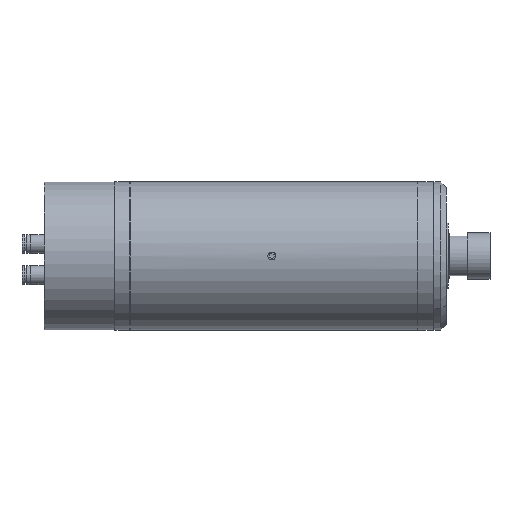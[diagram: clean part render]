
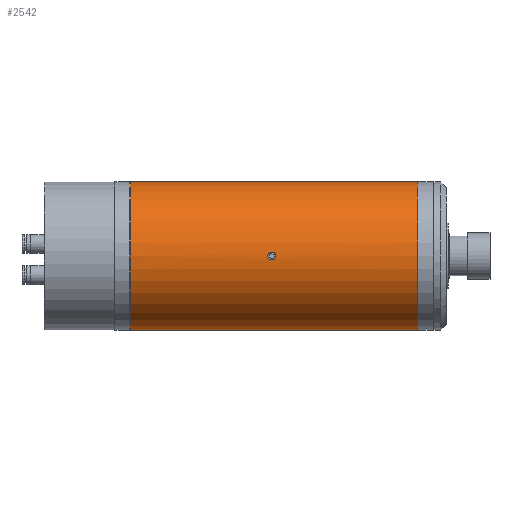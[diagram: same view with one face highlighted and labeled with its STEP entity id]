
A CAD part, front view. The second image highlights one B-rep face of the part: STEP entity #2542.
In plain terms, the highlighted cylindrical face has radius 40 mm (diameter 80 mm), a partial arc.
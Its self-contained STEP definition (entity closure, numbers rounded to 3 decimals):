
#34 = EDGE_LOOP ( 'NONE', ( #3826, #5289 ) ) ;
#50 = DIRECTION ( 'NONE',  ( 0., 0., -1. ) ) ;
#115 = CARTESIAN_POINT ( 'NONE',  ( -80.533, -39.997, 0.542 ) ) ;
#151 = CARTESIAN_POINT ( 'NONE',  ( -78.5, -39.945, -2.1 ) ) ;
#169 = CARTESIAN_POINT ( 'NONE',  ( -80.169, -39.98, -1.281 ) ) ;
#177 = CARTESIAN_POINT ( 'NONE',  ( -76.917, -39.976, -1.387 ) ) ;
#194 = EDGE_CURVE ( 'NONE', #1666, #637, #1563, .T. ) ;
#233 = CARTESIAN_POINT ( 'NONE',  ( -77.446, -39.959, -1.822 ) ) ;
#536 = CARTESIAN_POINT ( 'NONE',  ( -80.171, -39.98, 1.279 ) ) ;
#557 = CARTESIAN_POINT ( 'NONE',  ( -79.554, -39.959, 1.821 ) ) ;
#579 = CARTESIAN_POINT ( 'NONE',  ( -80.586, -39.999, -0.277 ) ) ;
#596 = CARTESIAN_POINT ( 'NONE',  ( -79.889, -39.969, 1.581 ) ) ;
#637 = VERTEX_POINT ( 'NONE', #2069 ) ;
#641 = CARTESIAN_POINT ( 'NONE',  ( -77.448, -39.959, 1.823 ) ) ;
#658 = CARTESIAN_POINT ( 'NONE',  ( -76.414, -39.999, -0.275 ) ) ;
#660 = DIRECTION ( 'NONE',  ( 1., 0., 0. ) ) ;
#671 = CARTESIAN_POINT ( 'NONE',  ( -78.5, -39.945, -2.1 ) ) ;
#751 = B_SPLINE_CURVE_WITH_KNOTS ( 'NONE', 3,
 ( #2331, #1925, #5332, #3174, #1464, #4901, #641, #4027, #1505, #5274, #1912, #2393, #1452, #3190, #658, #4413, #3647, #3572, #1946, #1074, #177, #3997, #4426, #233, #1055, #1108, #4048, #1036, #3152, #4458 ),
 .UNSPECIFIED., .F., .F.,
 ( 4, 2, 2, 2, 2, 2, 2, 2, 2, 2, 2, 2, 2, 2, 4 ),
 ( 0., 0., 0.001, 0.001, 0.002, 0.002, 0.003, 0.004, 0.004, 0.005, 0.005, 0.005, 0.006, 0.006, 0.007 ),
 .UNSPECIFIED. ) ;
#786 = VERTEX_POINT ( 'NONE', #1911 ) ;
#816 = DIRECTION ( 'NONE',  ( 0., 0., -1. ) ) ;
#873 = CARTESIAN_POINT ( 'NONE',  ( -154.7, 0., 0. ) ) ;
#892 = VERTEX_POINT ( 'NONE', #4046 ) ;
#975 = CARTESIAN_POINT ( 'NONE',  ( -79.79, -39.965, -1.679 ) ) ;
#976 = LINE ( 'NONE', #3588, #2302 ) ;
#1030 = CARTESIAN_POINT ( 'NONE',  ( -78.773, -39.946, -2.087 ) ) ;
#1036 = CARTESIAN_POINT ( 'NONE',  ( -78.224, -39.946, -2.086 ) ) ;
#1055 = CARTESIAN_POINT ( 'NONE',  ( -77.569, -39.955, -1.887 ) ) ;
#1074 = CARTESIAN_POINT ( 'NONE',  ( -76.83, -39.98, -1.28 ) ) ;
#1108 = CARTESIAN_POINT ( 'NONE',  ( -77.824, -39.95, -1.993 ) ) ;
#1136 = B_SPLINE_CURVE_WITH_KNOTS ( 'NONE', 3,
 ( #151, #3566, #1030, #1835, #3957, #4422, #975, #2708, #169, #3926, #2312, #3094, #1459, #579, #5181, #3165, #3943, #115, #5247, #2745, #5214, #536, #1395, #596, #1867, #557, #4353, #1817, #1414, #3546 ),
 .UNSPECIFIED., .F., .F.,
 ( 4, 2, 2, 2, 2, 2, 2, 2, 2, 2, 2, 2, 2, 2, 4 ),
 ( 0.007, 0.007, 0.007, 0.008, 0.009, 0.009, 0.009, 0.01, 0.01, 0.011, 0.011, 0.011, 0.012, 0.012, 0.013 ),
 .UNSPECIFIED. ) ;
#1357 = VERTEX_POINT ( 'NONE', #671 ) ;
#1395 = CARTESIAN_POINT ( 'NONE',  ( -80.083, -39.976, 1.387 ) ) ;
#1414 = CARTESIAN_POINT ( 'NONE',  ( -78.777, -39.945, 2.1 ) ) ;
#1436 = CARTESIAN_POINT ( 'NONE',  ( 0., 0., 40. ) ) ;
#1452 = CARTESIAN_POINT ( 'NONE',  ( -76.4, -40., 0.275 ) ) ;
#1459 = CARTESIAN_POINT ( 'NONE',  ( -80.533, -39.997, -0.545 ) ) ;
#1464 = CARTESIAN_POINT ( 'NONE',  ( -77.823, -39.95, 1.993 ) ) ;
#1505 = CARTESIAN_POINT ( 'NONE',  ( -77.112, -39.969, 1.582 ) ) ;
#1563 = CIRCLE ( 'NONE', #1909, 40. ) ;
#1666 = VERTEX_POINT ( 'NONE', #1436 ) ;
#1728 = EDGE_CURVE ( 'NONE', #786, #1357, #751, .T. ) ;
#1817 = CARTESIAN_POINT ( 'NONE',  ( -79.053, -39.948, 2.044 ) ) ;
#1835 = CARTESIAN_POINT ( 'NONE',  ( -79.044, -39.948, -2.033 ) ) ;
#1867 = CARTESIAN_POINT ( 'NONE',  ( -79.784, -39.965, 1.668 ) ) ;
#1909 = AXIS2_PLACEMENT_3D ( 'NONE', #2156, #2213, #3849 ) ;
#1911 = CARTESIAN_POINT ( 'NONE',  ( -78.5, -39.945, 2.1 ) ) ;
#1912 = CARTESIAN_POINT ( 'NONE',  ( -76.665, -39.987, 1.057 ) ) ;
#1925 = CARTESIAN_POINT ( 'NONE',  ( -78.361, -39.945, 2.1 ) ) ;
#1944 = LINE ( 'NONE', #2893, #4790 ) ;
#1946 = CARTESIAN_POINT ( 'NONE',  ( -76.678, -39.986, -1.053 ) ) ;
#2069 = CARTESIAN_POINT ( 'NONE',  ( 0., 0., -40. ) ) ;
#2156 = CARTESIAN_POINT ( 'NONE',  ( 0., 0., 0. ) ) ;
#2170 = EDGE_CURVE ( 'NONE', #1357, #786, #1136, .T. ) ;
#2213 = DIRECTION ( 'NONE',  ( 1., 0., 0. ) ) ;
#2285 = CIRCLE ( 'NONE', #2845, 40. ) ;
#2302 = VECTOR ( 'NONE', #660, 1000. ) ;
#2312 = CARTESIAN_POINT ( 'NONE',  ( -80.387, -39.989, -0.932 ) ) ;
#2331 = CARTESIAN_POINT ( 'NONE',  ( -78.5, -39.945, 2.1 ) ) ;
#2365 = VERTEX_POINT ( 'NONE', #2814 ) ;
#2393 = CARTESIAN_POINT ( 'NONE',  ( -76.455, -39.997, 0.551 ) ) ;
#2408 = ORIENTED_EDGE ( 'NONE', *, *, #3912, .F. ) ;
#2542 = ADVANCED_FACE ( 'NONE', ( #5463, #2778 ), #3563, .T. ) ;
#2690 = ORIENTED_EDGE ( 'NONE', *, *, #194, .F. ) ;
#2708 = CARTESIAN_POINT ( 'NONE',  ( -80.081, -39.976, -1.389 ) ) ;
#2745 = CARTESIAN_POINT ( 'NONE',  ( -80.388, -39.989, 0.93 ) ) ;
#2778 = FACE_BOUND ( 'NONE', #34, .T. ) ;
#2814 = CARTESIAN_POINT ( 'NONE',  ( -154.7, 0., 40. ) ) ;
#2845 = AXIS2_PLACEMENT_3D ( 'NONE', #873, #3830, #816 ) ;
#2893 = CARTESIAN_POINT ( 'NONE',  ( 71.014, 0., 40. ) ) ;
#3094 = CARTESIAN_POINT ( 'NONE',  ( -80.492, -39.994, -0.679 ) ) ;
#3152 = CARTESIAN_POINT ( 'NONE',  ( -78.363, -39.945, -2.1 ) ) ;
#3165 = CARTESIAN_POINT ( 'NONE',  ( -80.6, -40., 0.137 ) ) ;
#3174 = CARTESIAN_POINT ( 'NONE',  ( -77.956, -39.948, 2.033 ) ) ;
#3190 = CARTESIAN_POINT ( 'NONE',  ( -76.4, -40., -0.136 ) ) ;
#3273 = EDGE_CURVE ( 'NONE', #892, #637, #976, .T. ) ;
#3435 = CARTESIAN_POINT ( 'NONE',  ( 71.014, 0., 0. ) ) ;
#3479 = DIRECTION ( 'NONE',  ( 1., 0., 0. ) ) ;
#3546 = CARTESIAN_POINT ( 'NONE',  ( -78.5, -39.945, 2.1 ) ) ;
#3563 = CYLINDRICAL_SURFACE ( 'NONE', #3739, 40. ) ;
#3566 = CARTESIAN_POINT ( 'NONE',  ( -78.637, -39.945, -2.1 ) ) ;
#3572 = CARTESIAN_POINT ( 'NONE',  ( -76.612, -39.989, -0.93 ) ) ;
#3588 = CARTESIAN_POINT ( 'NONE',  ( 71.014, 0., -40. ) ) ;
#3647 = CARTESIAN_POINT ( 'NONE',  ( -76.507, -39.994, -0.676 ) ) ;
#3739 = AXIS2_PLACEMENT_3D ( 'NONE', #3435, #4275, #50 ) ;
#3826 = ORIENTED_EDGE ( 'NONE', *, *, #1728, .T. ) ;
#3830 = DIRECTION ( 'NONE',  ( 1., 0., 0. ) ) ;
#3849 = DIRECTION ( 'NONE',  ( 0., 0., -1. ) ) ;
#3912 = EDGE_CURVE ( 'NONE', #2365, #1666, #1944, .T. ) ;
#3926 = CARTESIAN_POINT ( 'NONE',  ( -80.322, -39.986, -1.053 ) ) ;
#3943 = CARTESIAN_POINT ( 'NONE',  ( -80.587, -39.999, 0.274 ) ) ;
#3957 = CARTESIAN_POINT ( 'NONE',  ( -79.177, -39.95, -1.993 ) ) ;
#3997 = CARTESIAN_POINT ( 'NONE',  ( -77.113, -39.969, -1.583 ) ) ;
#4027 = CARTESIAN_POINT ( 'NONE',  ( -77.22, -39.965, 1.67 ) ) ;
#4046 = CARTESIAN_POINT ( 'NONE',  ( -154.7, 0., -40. ) ) ;
#4048 = CARTESIAN_POINT ( 'NONE',  ( -77.955, -39.948, -2.033 ) ) ;
#4275 = DIRECTION ( 'NONE',  ( 1., 0., 0. ) ) ;
#4353 = CARTESIAN_POINT ( 'NONE',  ( -79.432, -39.956, 1.887 ) ) ;
#4413 = CARTESIAN_POINT ( 'NONE',  ( -76.467, -39.997, -0.545 ) ) ;
#4422 = CARTESIAN_POINT ( 'NONE',  ( -79.556, -39.958, -1.836 ) ) ;
#4426 = CARTESIAN_POINT ( 'NONE',  ( -77.219, -39.965, -1.67 ) ) ;
#4458 = CARTESIAN_POINT ( 'NONE',  ( -78.5, -39.945, -2.1 ) ) ;
#4721 = EDGE_CURVE ( 'NONE', #2365, #892, #2285, .T. ) ;
#4790 = VECTOR ( 'NONE', #3479, 1000. ) ;
#4901 = CARTESIAN_POINT ( 'NONE',  ( -77.569, -39.955, 1.887 ) ) ;
#4904 = EDGE_LOOP ( 'NONE', ( #2408, #5298, #5110, #2690 ) ) ;
#5110 = ORIENTED_EDGE ( 'NONE', *, *, #3273, .T. ) ;
#5181 = CARTESIAN_POINT ( 'NONE',  ( -80.6, -40., -0.14 ) ) ;
#5214 = CARTESIAN_POINT ( 'NONE',  ( -80.323, -39.986, 1.051 ) ) ;
#5247 = CARTESIAN_POINT ( 'NONE',  ( -80.493, -39.995, 0.675 ) ) ;
#5274 = CARTESIAN_POINT ( 'NONE',  ( -76.821, -39.98, 1.291 ) ) ;
#5289 = ORIENTED_EDGE ( 'NONE', *, *, #2170, .T. ) ;
#5298 = ORIENTED_EDGE ( 'NONE', *, *, #4721, .T. ) ;
#5332 = CARTESIAN_POINT ( 'NONE',  ( -78.225, -39.946, 2.086 ) ) ;
#5463 = FACE_OUTER_BOUND ( 'NONE', #4904, .T. ) ;
